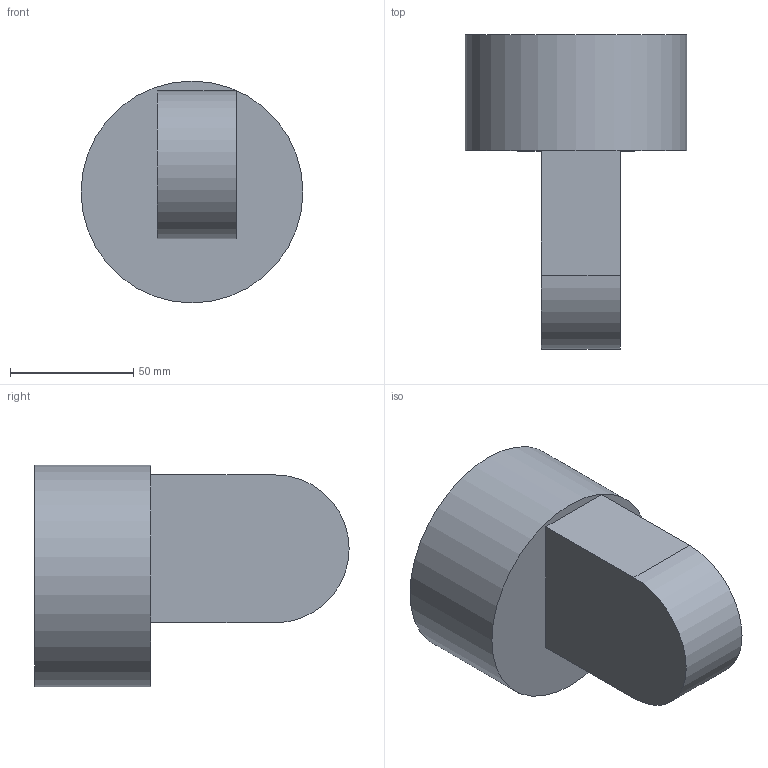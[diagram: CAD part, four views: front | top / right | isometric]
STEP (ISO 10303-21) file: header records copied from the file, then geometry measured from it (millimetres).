
FILE_DESCRIPTION(/* description */ (''),/* implementation_level */ '2;1');
FILE_NAME(/* name */ 'hip_back_mirror.step',/* time_stamp */ '2021-01-31T20:46:47-05:00',/* author */ ('DELL'),/* organization */ (''),/* preprocessor_version */ 'ST-DEVELOPER v18',/* originating_system */ 'Autodesk Inventor 2020',/* authorisation */ '');
FILE_SCHEMA (('AUTOMOTIVE_DESIGN { 1 0 10303 214 3 1 1 }'));
Length unit declared in the file: millimetre
Products named in the file (1): hip_back_mirror
Bounding box: 90 x 127.5 x 90 mm (x, y, z)
Volume: 441200 mm3; surface area: 39227.7 mm2
Topology: 1 solids, 1 shells, 8 faces, 17 edges, 12 vertices
Faces by surface type: plane 6, cylinder 2
Full cylindrical faces by diameter (mm): 90 x1
Entity records: 264 total; most frequent: DIRECTION 41, CARTESIAN_POINT 38, ORIENTED_EDGE 34, EDGE_CURVE 17, AXIS2_PLACEMENT_3D 15, VERTEX_POINT 12, LINE 11, VECTOR 11
